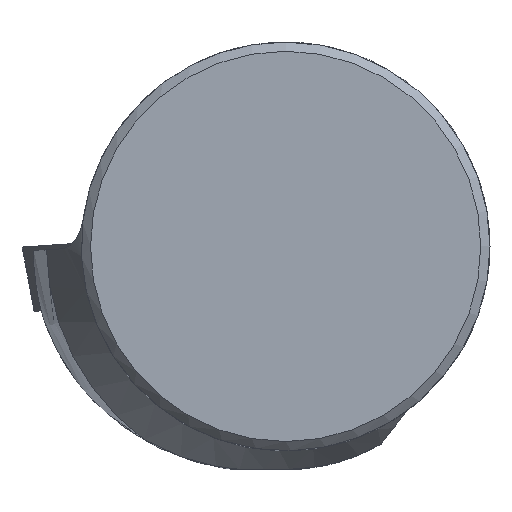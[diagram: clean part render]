
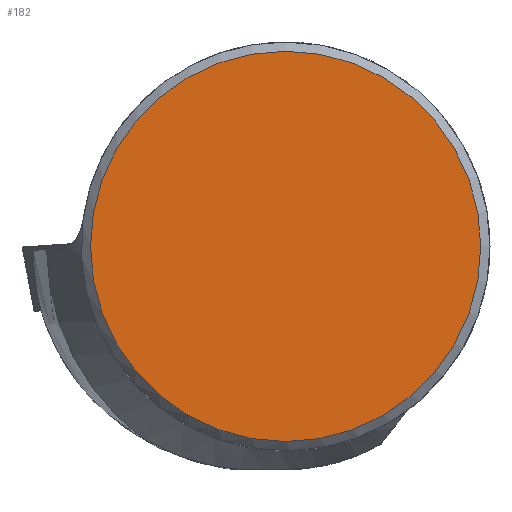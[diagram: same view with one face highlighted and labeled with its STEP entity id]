
A CAD part, top view. The second image highlights one B-rep face of the part: STEP entity #182.
In plain terms, the highlighted planar face has unit normal (0, 0, 1).
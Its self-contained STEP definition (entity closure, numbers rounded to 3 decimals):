
#146=CIRCLE('',#781,9.549);
#182=ADVANCED_FACE('',(#236),#211,.T.);
#211=PLANE('',#798);
#236=FACE_OUTER_BOUND('',#266,.T.);
#266=EDGE_LOOP('',(#417));
#417=ORIENTED_EDGE('',*,*,#572,.F.);
#507=VERTEX_POINT('',#1122);
#572=EDGE_CURVE('',#507,#507,#146,.T.);
#781=AXIS2_PLACEMENT_3D('',#1121,#884,#885);
#798=AXIS2_PLACEMENT_3D('',#1345,#928,#929);
#884=DIRECTION('',(0.,0.,-1.));
#885=DIRECTION('',(1.,0.,0.));
#928=DIRECTION('',(0.,0.,1.));
#929=DIRECTION('',(1.,0.,0.));
#1121=CARTESIAN_POINT('',(0.,0.,0.));
#1122=CARTESIAN_POINT('',(9.549,0.,0.));
#1345=CARTESIAN_POINT('',(0.,0.,0.));
